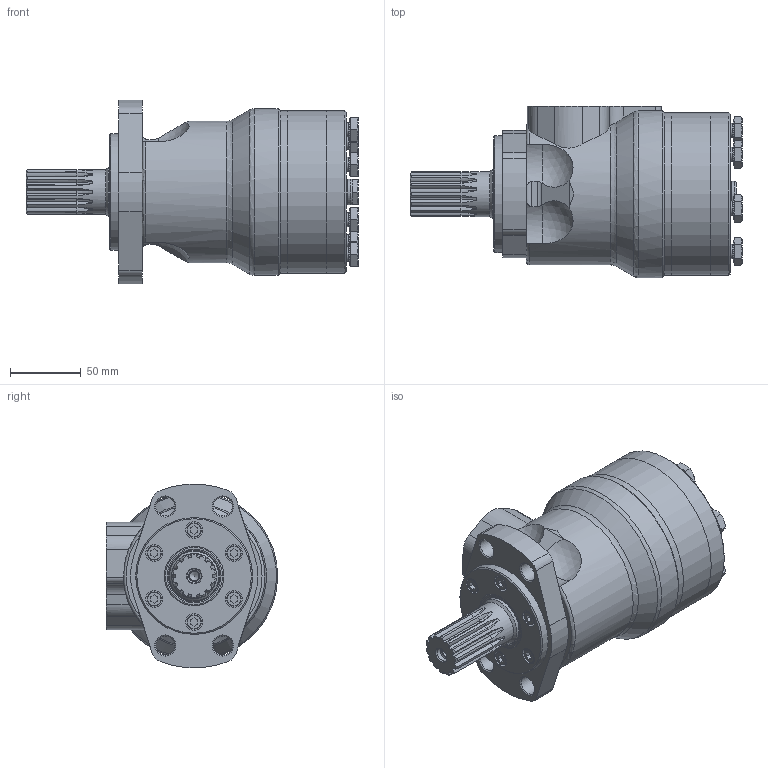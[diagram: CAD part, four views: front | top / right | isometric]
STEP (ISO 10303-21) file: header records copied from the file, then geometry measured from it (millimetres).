
FILE_DESCRIPTION( ( 'STEP AP214' ), '1' );
FILE_NAME( 'MH200SH.stp', '2019-11-14T10:08:43', ( '' ), ( '' ), ' ', 'PARTsolutions', ' ' );
FILE_SCHEMA( ( 'AUTOMOTIVE_DESIGN { 1 0 10303 214 1 1 1 1 }' ) );
Length unit declared in the file: millimetre
Products named in the file (8): MH200SH; _MH-FC; _MH-BO; _MHSHSH; _MH-VP; _MH200D; _MH-EC; HI_Hexagon bolt DIN 931-1 M10x700
Assembly tree (13 placements, depth 2):
  MH200SH
    _MH-FC
    _MH-BO
    _MHSHSH
    _MH-VP
    _MH200D
    _MH-EC
    HI_Hexagon bolt DIN 931-1 M10x700  x7
Bounding box: 234.6 x 121 x 129.6 mm (x, y, z)
Volume: 1557389.4 mm3; surface area: 218121.8 mm2
Topology: 13 solids, 13 shells, 526 faces, 1255 edges, 806 vertices
Faces by surface type: plane 185, cylinder 163, cone 104, torus 70, sphere 4
Full cylindrical faces by diameter (mm): 2 x2, 6 x6, 6.647 x5, 8.376 x7, 10 x14, 10.4 x14, 10.5 x7, 12 x6, 13.5 x4, 16 x7, 17 x1, 18 x1, 18.631 x2, 31.75 x1, 35 x2, 35.4 x1, 35.7 x1, 38 x1, 42 x1, 48 x1, 56.5 x1, 82.3 x1, 82.5 x1, 82.55 x1, 115 x3, 118 x1
Entity records: 15597 total; most frequent: CARTESIAN_POINT 3098, DIRECTION 1910, ORIENTED_EDGE 1670, EDGE_CURVE 835, AXIS2_PLACEMENT_3D 820, VERTEX_POINT 637, EDGE_LOOP 636, FACE_OUTER_BOUND 504
